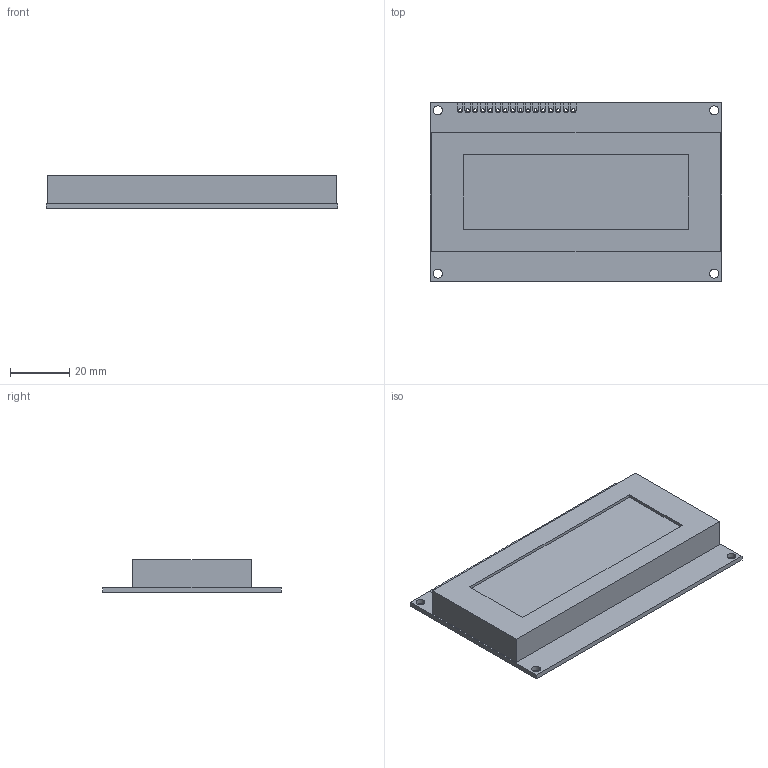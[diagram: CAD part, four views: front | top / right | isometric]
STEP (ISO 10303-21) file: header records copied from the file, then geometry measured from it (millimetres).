
FILE_DESCRIPTION (( 'STEP AP214' ), '1' );
FILE_NAME ('2004A_ap214.STEP', '2020-10-03T15:13:02', ( '' ), ( '' ), 'SwSTEP 2.0', 'SolidWorks 2018', '' );
FILE_SCHEMA (( 'AUTOMOTIVE_DESIGN' ));
Length unit declared in the file: millimetre
Products named in the file (1): 2004A_ap214
Bounding box: 98 x 60 x 11.1 mm (x, y, z)
Volume: 44287.4 mm3; surface area: 15130.1 mm2
Topology: 1 solids, 1 shells, 120 faces, 348 edges, 232 vertices
Faces by surface type: plane 64, cylinder 56
Entity records: 5209 total; most frequent: DIRECTION 702, CARTESIAN_POINT 701, ORIENTED_EDGE 696, EDGE_CURVE 348, VECTOR 236, LINE 236, AXIS2_PLACEMENT_3D 233, VERTEX_POINT 232
